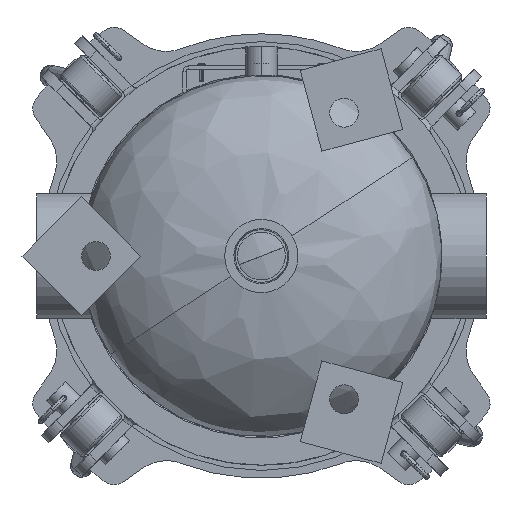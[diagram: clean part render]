
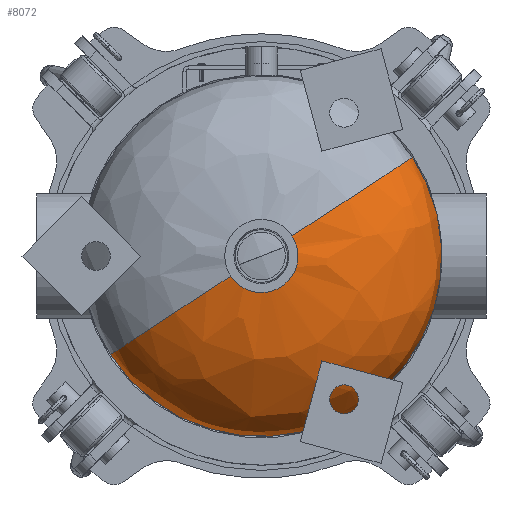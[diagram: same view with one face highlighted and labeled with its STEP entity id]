
A CAD part, front view. The second image highlights one B-rep face of the part: STEP entity #8072.
In plain terms, the highlighted free-form (B-spline) face has degree [3, 3] with [4, 4] control points.
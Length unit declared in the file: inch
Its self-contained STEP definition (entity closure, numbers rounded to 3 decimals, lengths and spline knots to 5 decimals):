
#30 = CARTESIAN_POINT ( 'NONE',  ( -2.84526, 2.96257, -5.69053 ) ) ;
#176 = CARTESIAN_POINT ( 'NONE',  ( 4.3125, 0.906, 0. ) ) ;
#396 = DIRECTION ( 'NONE',  ( 1., 0., 0. ) ) ;
#1197 = ORIENTED_EDGE ( 'NONE', *, *, #1976, .F. ) ;
#1232 = CARTESIAN_POINT ( 'NONE',  ( 0.625, 3.13225, 0. ) ) ;
#1332 = CARTESIAN_POINT ( 'NONE',  ( 4.3125, 0.906, -8.625 ) ) ;
#1976 = EDGE_CURVE ( 'NONE', #10149, #20604, #7628, .T. ) ;
#2035 = DIRECTION ( 'NONE',  ( 0., -1., 0. ) ) ;
#2391 = EDGE_CURVE ( 'NONE', #10149, #3816, #14318, .T. ) ;
#2562 = DIRECTION ( 'NONE',  ( 1., 0., 0. ) ) ;
#2669 = CARTESIAN_POINT ( 'NONE',  ( 0., 3.13225, 0. ) ) ;
#3077 = CARTESIAN_POINT ( 'NONE',  ( -4.3125, 2.07676, -8.625 ) ) ;
#3083 = AXIS2_PLACEMENT_3D ( 'NONE', #12098, #18724, #18830 ) ;
#3188 = CARTESIAN_POINT ( 'NONE',  ( 0.625, 3.13225, -1.25 ) ) ;
#3291 = CARTESIAN_POINT ( 'NONE',  ( -0.625, 3.13225, -1.25 ) ) ;
#3544 = CARTESIAN_POINT ( 'NONE',  ( 4.3125, 0.906, 0. ) ) ;
#3775 = CARTESIAN_POINT ( 'NONE',  ( 0., 0.906, 0. ) ) ;
#3816 = VERTEX_POINT ( 'NONE', #14223 ) ;
#4430 = CARTESIAN_POINT ( 'NONE',  ( -2.84526, 2.96257, 0. ) ) ;
#4499 = CARTESIAN_POINT ( 'NONE',  ( 2.84526, 2.96257, -5.69053 ) ) ;
#4803 = CARTESIAN_POINT ( 'NONE',  ( 0.625, 3.13225, 0. ) ) ;
#4821 = EDGE_CURVE ( 'NONE', #19907, #10108, #10670, .T. ) ;
#6262 = CARTESIAN_POINT ( 'NONE',  ( -4.3125, 0.906, 0. ) ) ;
#6326 = CARTESIAN_POINT ( 'NONE',  ( -0.625, 3.13225, 0. ) ) ;
#6564 = CARTESIAN_POINT ( 'NONE',  ( -2.84526, 2.96257, 0. ) ) ;
#6740 = AXIS2_PLACEMENT_3D ( 'NONE', #3775, #2035, #396 ) ;
#6921 = EDGE_LOOP ( 'NONE', ( #1197, #19966, #9528, #8673, #12193 ) ) ;
#7628 =( BOUNDED_CURVE ( )  B_SPLINE_CURVE ( 3, ( #16090, #4430, #12494, #14459 ),
 .UNSPECIFIED., .F., .T. ) 
 B_SPLINE_CURVE_WITH_KNOTS ( ( 4, 4 ),
 ( 4.85783, 6.28319 ),
 .UNSPECIFIED. ) 
 CURVE ( )  GEOMETRIC_REPRESENTATION_ITEM ( )  RATIONAL_B_SPLINE_CURVE ( ( 1., 0.838, 0.838, 1. ) ) 
 REPRESENTATION_ITEM ( '' )  );
#7863 = CARTESIAN_POINT ( 'NONE',  ( -4.3125, 0.906, 0. ) ) ;
#8072 = ADVANCED_FACE ( 'NONE', ( #19488 ), #15147, .F. ) ;
#8288 = CARTESIAN_POINT ( 'NONE',  ( -4.3125, 2.07676, 0. ) ) ;
#8333 = CARTESIAN_POINT ( 'NONE',  ( 2.84526, 2.96257, 0. ) ) ;
#8539 = CARTESIAN_POINT ( 'NONE',  ( 4.3125, 2.07676, 0. ) ) ;
#8673 = ORIENTED_EDGE ( 'NONE', *, *, #4821, .T. ) ;
#9528 = ORIENTED_EDGE ( 'NONE', *, *, #17845, .T. ) ;
#9693 = CARTESIAN_POINT ( 'NONE',  ( 4.3125, 2.07676, 0. ) ) ;
#10108 = VERTEX_POINT ( 'NONE', #3544 ) ;
#10149 = VERTEX_POINT ( 'NONE', #6326 ) ;
#10670 =( BOUNDED_CURVE ( )  B_SPLINE_CURVE ( 3, ( #18764, #8333, #8539, #176 ),
 .UNSPECIFIED., .F., .T. ) 
 B_SPLINE_CURVE_WITH_KNOTS ( ( 4, 4 ),
 ( 4.85783, 6.28319 ),
 .UNSPECIFIED. ) 
 CURVE ( )  GEOMETRIC_REPRESENTATION_ITEM ( )  RATIONAL_B_SPLINE_CURVE ( ( 1., 0.838, 0.838, 1. ) ) 
 REPRESENTATION_ITEM ( '' )  );
#12098 = CARTESIAN_POINT ( 'NONE',  ( 0., 3.13225, 0. ) ) ;
#12193 = ORIENTED_EDGE ( 'NONE', *, *, #14268, .F. ) ;
#12494 = CARTESIAN_POINT ( 'NONE',  ( -4.3125, 2.07676, 0. ) ) ;
#13093 = CARTESIAN_POINT ( 'NONE',  ( 4.3125, 2.07676, -8.625 ) ) ;
#14223 = CARTESIAN_POINT ( 'NONE',  ( 0., 3.13225, -0.625 ) ) ;
#14268 = EDGE_CURVE ( 'NONE', #20604, #10108, #21292, .T. ) ;
#14318 = CIRCLE ( 'NONE', #18801, 0.625 ) ;
#14459 = CARTESIAN_POINT ( 'NONE',  ( -4.3125, 0.906, 0. ) ) ;
#14523 = CARTESIAN_POINT ( 'NONE',  ( -4.3125, 0.906, -8.625 ) ) ;
#14959 = CARTESIAN_POINT ( 'NONE',  ( 4.3125, 0.906, 0. ) ) ;
#15147 =( BOUNDED_SURFACE ( )  B_SPLINE_SURFACE ( 3, 3, ( 
 ( #17973, #3291, #3188, #1232 ),
 ( #6564, #30, #4499, #16252 ),
 ( #8288, #3077, #13093, #9693 ),
 ( #7863, #14523, #1332, #14959 ) ),
 .UNSPECIFIED., .F., .F., .F. ) 
 B_SPLINE_SURFACE_WITH_KNOTS ( ( 4, 4 ),
 ( 4, 4 ),
 ( 0., 1. ),
 ( 0., 1. ),
 .UNSPECIFIED. ) 
 GEOMETRIC_REPRESENTATION_ITEM ( )  RATIONAL_B_SPLINE_SURFACE ( (
 ( 1., 0.333, 0.333, 1.),
 ( 0.838, 0.279, 0.279, 0.838),
 ( 0.838, 0.279, 0.279, 0.838),
 ( 1., 0.333, 0.333, 1.) ) ) 
 REPRESENTATION_ITEM ( '' )  SURFACE ( )  );
#16090 = CARTESIAN_POINT ( 'NONE',  ( -0.625, 3.13225, 0. ) ) ;
#16252 = CARTESIAN_POINT ( 'NONE',  ( 2.84526, 2.96257, 0. ) ) ;
#17462 = DIRECTION ( 'NONE',  ( 0., -1., 0. ) ) ;
#17670 = CIRCLE ( 'NONE', #3083, 0.625 ) ;
#17845 = EDGE_CURVE ( 'NONE', #3816, #19907, #17670, .T. ) ;
#17973 = CARTESIAN_POINT ( 'NONE',  ( -0.625, 3.13225, 0. ) ) ;
#18724 = DIRECTION ( 'NONE',  ( 0., -1., 0. ) ) ;
#18764 = CARTESIAN_POINT ( 'NONE',  ( 0.625, 3.13225, 0. ) ) ;
#18801 = AXIS2_PLACEMENT_3D ( 'NONE', #2669, #17462, #2562 ) ;
#18830 = DIRECTION ( 'NONE',  ( 1., 0., 0. ) ) ;
#19488 = FACE_OUTER_BOUND ( 'NONE', #6921, .T. ) ;
#19907 = VERTEX_POINT ( 'NONE', #4803 ) ;
#19966 = ORIENTED_EDGE ( 'NONE', *, *, #2391, .T. ) ;
#20604 = VERTEX_POINT ( 'NONE', #6262 ) ;
#21292 = CIRCLE ( 'NONE', #6740, 4.3125 ) ;
